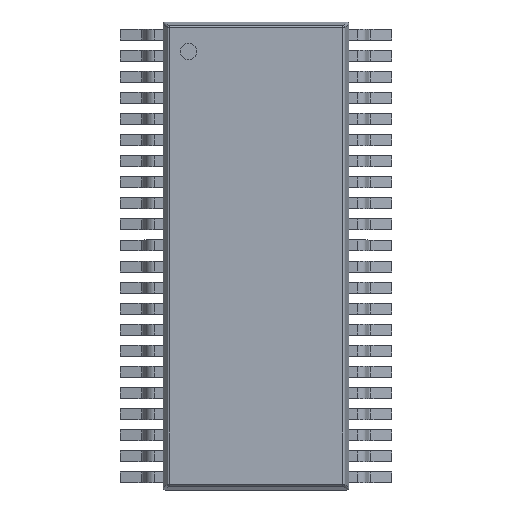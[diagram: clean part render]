
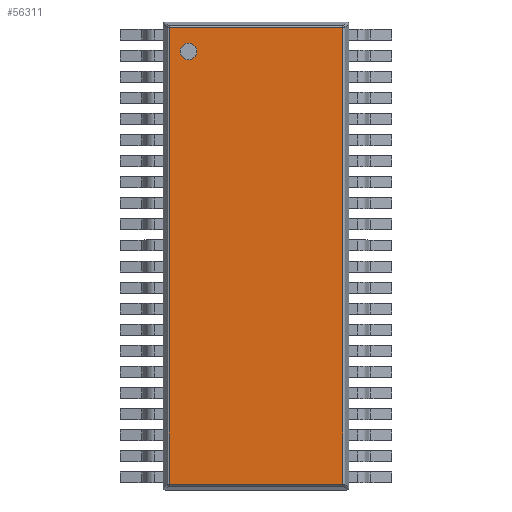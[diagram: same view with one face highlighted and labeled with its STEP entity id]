
A CAD part, top view. The second image highlights one B-rep face of the part: STEP entity #56311.
In plain terms, the highlighted planar face has unit normal (0, 0, 1).
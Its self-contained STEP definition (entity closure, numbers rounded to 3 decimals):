
#54146 = CYLINDRICAL_SURFACE('',#54147,0.05);
#54147 = AXIS2_PLACEMENT_3D('',#54148,#54149,#54150);
#54148 = CARTESIAN_POINT('',(-2.059,-5.45,1.15));
#54149 = DIRECTION('',(0.,1.,0.));
#54150 = DIRECTION('',(-0.981,0.,0.196));
#55242 = VERTEX_POINT('',#55243);
#55243 = CARTESIAN_POINT('',(-2.059,-5.409,1.2));
#55263 = EDGE_CURVE('',#55242,#55264,#55266,.T.);
#55264 = VERTEX_POINT('',#55265);
#55265 = CARTESIAN_POINT('',(-2.059,5.409,1.2));
#55266 = SURFACE_CURVE('',#55267,(#55271,#55278),.PCURVE_S1.);
#55267 = LINE('',#55268,#55269);
#55268 = CARTESIAN_POINT('',(-2.059,-5.45,1.2));
#55269 = VECTOR('',#55270,1.);
#55270 = DIRECTION('',(0.,1.,0.));
#55271 = PCURVE('',#54146,#55272);
#55272 = DEFINITIONAL_REPRESENTATION('',(#55273),#55277);
#55273 = LINE('',#55274,#55275);
#55274 = CARTESIAN_POINT('',(1.373,0.));
#55275 = VECTOR('',#55276,1.);
#55276 = DIRECTION('',(0.,1.));
#55277 = ( GEOMETRIC_REPRESENTATION_CONTEXT(2) 
PARAMETRIC_REPRESENTATION_CONTEXT() REPRESENTATION_CONTEXT('2D SPACE',''
  ) );
#55278 = PCURVE('',#55279,#55284);
#55279 = PLANE('',#55280);
#55280 = AXIS2_PLACEMENT_3D('',#55281,#55282,#55283);
#55281 = CARTESIAN_POINT('',(-2.2,-5.55,1.2));
#55282 = DIRECTION('',(0.,0.,1.));
#55283 = DIRECTION('',(1.,0.,0.));
#55284 = DEFINITIONAL_REPRESENTATION('',(#55285),#55289);
#55285 = LINE('',#55286,#55287);
#55286 = CARTESIAN_POINT('',(0.141,0.1));
#55287 = VECTOR('',#55288,1.);
#55288 = DIRECTION('',(0.,1.));
#55289 = ( GEOMETRIC_REPRESENTATION_CONTEXT(2) 
PARAMETRIC_REPRESENTATION_CONTEXT() REPRESENTATION_CONTEXT('2D SPACE',''
  ) );
#55818 = CYLINDRICAL_SURFACE('',#55819,0.05);
#55819 = AXIS2_PLACEMENT_3D('',#55820,#55821,#55822);
#55820 = CARTESIAN_POINT('',(-2.1,-5.409,1.15));
#55821 = DIRECTION('',(1.,0.,0.));
#55822 = DIRECTION('',(0.,-0.981,0.196));
#56275 = CYLINDRICAL_SURFACE('',#56276,0.05);
#56276 = AXIS2_PLACEMENT_3D('',#56277,#56278,#56279);
#56277 = CARTESIAN_POINT('',(-2.1,5.409,1.15));
#56278 = DIRECTION('',(1.,0.,0.));
#56279 = DIRECTION('',(0.,0.,1.));
#56311 = ADVANCED_FACE('',(#56312,#56387),#55279,.T.);
#56312 = FACE_BOUND('',#56313,.T.);
#56313 = EDGE_LOOP('',(#56314,#56315,#56338,#56366));
#56314 = ORIENTED_EDGE('',*,*,#55263,.F.);
#56315 = ORIENTED_EDGE('',*,*,#56316,.T.);
#56316 = EDGE_CURVE('',#55242,#56317,#56319,.T.);
#56317 = VERTEX_POINT('',#56318);
#56318 = CARTESIAN_POINT('',(2.059,-5.409,1.2));
#56319 = SURFACE_CURVE('',#56320,(#56324,#56331),.PCURVE_S1.);
#56320 = LINE('',#56321,#56322);
#56321 = CARTESIAN_POINT('',(-2.1,-5.409,1.2));
#56322 = VECTOR('',#56323,1.);
#56323 = DIRECTION('',(1.,0.,0.));
#56324 = PCURVE('',#55279,#56325);
#56325 = DEFINITIONAL_REPRESENTATION('',(#56326),#56330);
#56326 = LINE('',#56327,#56328);
#56327 = CARTESIAN_POINT('',(0.1,0.141));
#56328 = VECTOR('',#56329,1.);
#56329 = DIRECTION('',(1.,0.));
#56330 = ( GEOMETRIC_REPRESENTATION_CONTEXT(2) 
PARAMETRIC_REPRESENTATION_CONTEXT() REPRESENTATION_CONTEXT('2D SPACE',''
  ) );
#56331 = PCURVE('',#55818,#56332);
#56332 = DEFINITIONAL_REPRESENTATION('',(#56333),#56337);
#56333 = LINE('',#56334,#56335);
#56334 = CARTESIAN_POINT('',(-1.373,0.));
#56335 = VECTOR('',#56336,1.);
#56336 = DIRECTION('',(-0.,1.));
#56337 = ( GEOMETRIC_REPRESENTATION_CONTEXT(2) 
PARAMETRIC_REPRESENTATION_CONTEXT() REPRESENTATION_CONTEXT('2D SPACE',''
  ) );
#56338 = ORIENTED_EDGE('',*,*,#56339,.T.);
#56339 = EDGE_CURVE('',#56317,#56340,#56342,.T.);
#56340 = VERTEX_POINT('',#56341);
#56341 = CARTESIAN_POINT('',(2.059,5.409,1.2));
#56342 = SURFACE_CURVE('',#56343,(#56347,#56354),.PCURVE_S1.);
#56343 = LINE('',#56344,#56345);
#56344 = CARTESIAN_POINT('',(2.059,-5.45,1.2));
#56345 = VECTOR('',#56346,1.);
#56346 = DIRECTION('',(0.,1.,0.));
#56347 = PCURVE('',#55279,#56348);
#56348 = DEFINITIONAL_REPRESENTATION('',(#56349),#56353);
#56349 = LINE('',#56350,#56351);
#56350 = CARTESIAN_POINT('',(4.259,0.1));
#56351 = VECTOR('',#56352,1.);
#56352 = DIRECTION('',(0.,1.));
#56353 = ( GEOMETRIC_REPRESENTATION_CONTEXT(2) 
PARAMETRIC_REPRESENTATION_CONTEXT() REPRESENTATION_CONTEXT('2D SPACE',''
  ) );
#56354 = PCURVE('',#56355,#56360);
#56355 = CYLINDRICAL_SURFACE('',#56356,0.05);
#56356 = AXIS2_PLACEMENT_3D('',#56357,#56358,#56359);
#56357 = CARTESIAN_POINT('',(2.059,-5.45,1.15));
#56358 = DIRECTION('',(0.,1.,0.));
#56359 = DIRECTION('',(0.,0.,1.));
#56360 = DEFINITIONAL_REPRESENTATION('',(#56361),#56365);
#56361 = LINE('',#56362,#56363);
#56362 = CARTESIAN_POINT('',(0.,0.));
#56363 = VECTOR('',#56364,1.);
#56364 = DIRECTION('',(0.,1.));
#56365 = ( GEOMETRIC_REPRESENTATION_CONTEXT(2) 
PARAMETRIC_REPRESENTATION_CONTEXT() REPRESENTATION_CONTEXT('2D SPACE',''
  ) );
#56366 = ORIENTED_EDGE('',*,*,#56367,.F.);
#56367 = EDGE_CURVE('',#55264,#56340,#56368,.T.);
#56368 = SURFACE_CURVE('',#56369,(#56373,#56380),.PCURVE_S1.);
#56369 = LINE('',#56370,#56371);
#56370 = CARTESIAN_POINT('',(-2.1,5.409,1.2));
#56371 = VECTOR('',#56372,1.);
#56372 = DIRECTION('',(1.,0.,0.));
#56373 = PCURVE('',#55279,#56374);
#56374 = DEFINITIONAL_REPRESENTATION('',(#56375),#56379);
#56375 = LINE('',#56376,#56377);
#56376 = CARTESIAN_POINT('',(0.1,10.959));
#56377 = VECTOR('',#56378,1.);
#56378 = DIRECTION('',(1.,0.));
#56379 = ( GEOMETRIC_REPRESENTATION_CONTEXT(2) 
PARAMETRIC_REPRESENTATION_CONTEXT() REPRESENTATION_CONTEXT('2D SPACE',''
  ) );
#56380 = PCURVE('',#56275,#56381);
#56381 = DEFINITIONAL_REPRESENTATION('',(#56382),#56386);
#56382 = LINE('',#56383,#56384);
#56383 = CARTESIAN_POINT('',(-0.,0.));
#56384 = VECTOR('',#56385,1.);
#56385 = DIRECTION('',(-0.,1.));
#56386 = ( GEOMETRIC_REPRESENTATION_CONTEXT(2) 
PARAMETRIC_REPRESENTATION_CONTEXT() REPRESENTATION_CONTEXT('2D SPACE',''
  ) );
#56387 = FACE_BOUND('',#56388,.T.);
#56388 = EDGE_LOOP('',(#56389));
#56389 = ORIENTED_EDGE('',*,*,#56390,.F.);
#56390 = EDGE_CURVE('',#56391,#56391,#56393,.T.);
#56391 = VERTEX_POINT('',#56392);
#56392 = CARTESIAN_POINT('',(-1.4,4.85,1.2));
#56393 = SURFACE_CURVE('',#56394,(#56399,#56406),.PCURVE_S1.);
#56394 = CIRCLE('',#56395,0.2);
#56395 = AXIS2_PLACEMENT_3D('',#56396,#56397,#56398);
#56396 = CARTESIAN_POINT('',(-1.6,4.85,1.2));
#56397 = DIRECTION('',(0.,0.,1.));
#56398 = DIRECTION('',(1.,0.,0.));
#56399 = PCURVE('',#55279,#56400);
#56400 = DEFINITIONAL_REPRESENTATION('',(#56401),#56405);
#56401 = CIRCLE('',#56402,0.2);
#56402 = AXIS2_PLACEMENT_2D('',#56403,#56404);
#56403 = CARTESIAN_POINT('',(0.6,10.4));
#56404 = DIRECTION('',(1.,0.));
#56405 = ( GEOMETRIC_REPRESENTATION_CONTEXT(2) 
PARAMETRIC_REPRESENTATION_CONTEXT() REPRESENTATION_CONTEXT('2D SPACE',''
  ) );
#56406 = PCURVE('',#56407,#56412);
#56407 = CYLINDRICAL_SURFACE('',#56408,0.2);
#56408 = AXIS2_PLACEMENT_3D('',#56409,#56410,#56411);
#56409 = CARTESIAN_POINT('',(-1.6,4.85,1.15));
#56410 = DIRECTION('',(0.,0.,1.));
#56411 = DIRECTION('',(1.,0.,0.));
#56412 = DEFINITIONAL_REPRESENTATION('',(#56413),#56417);
#56413 = LINE('',#56414,#56415);
#56414 = CARTESIAN_POINT('',(0.,0.05));
#56415 = VECTOR('',#56416,1.);
#56416 = DIRECTION('',(1.,0.));
#56417 = ( GEOMETRIC_REPRESENTATION_CONTEXT(2) 
PARAMETRIC_REPRESENTATION_CONTEXT() REPRESENTATION_CONTEXT('2D SPACE',''
  ) );
